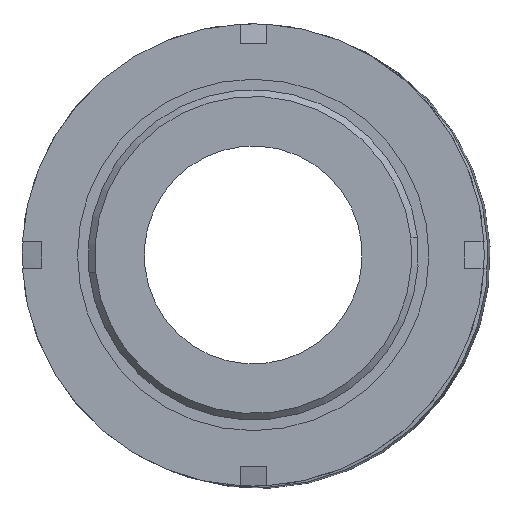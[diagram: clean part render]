
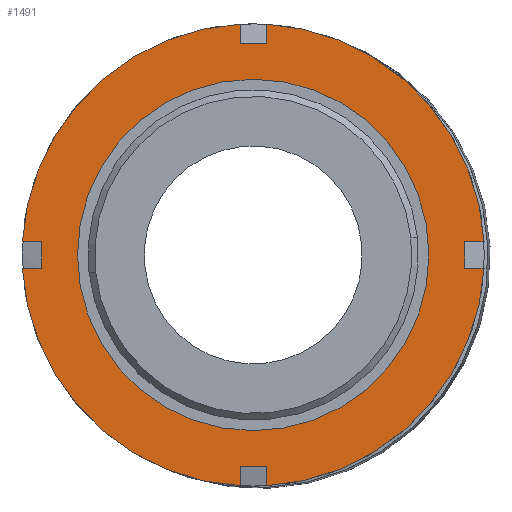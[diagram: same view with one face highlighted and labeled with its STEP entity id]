
A CAD part, front view. The second image highlights one B-rep face of the part: STEP entity #1491.
In plain terms, the highlighted planar face has unit normal (0, -1, 0).
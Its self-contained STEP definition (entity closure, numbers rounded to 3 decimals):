
#13 = CARTESIAN_POINT ( 'NONE',  ( 26.6, -58., 2. ) ) ;
#14 = CARTESIAN_POINT ( 'NONE',  ( 0., -58., 0. ) ) ;
#54 = DIRECTION ( 'NONE',  ( 0., 0., -1. ) ) ;
#181 = VERTEX_POINT ( 'NONE', #1151 ) ;
#197 = CARTESIAN_POINT ( 'NONE',  ( 34.943, -58., -2. ) ) ;
#246 = VECTOR ( 'NONE', #833, 1000. ) ;
#278 = EDGE_CURVE ( 'NONE', #2840, #2154, #2448, .T. ) ;
#295 = DIRECTION ( 'NONE',  ( 0., 0., 1. ) ) ;
#311 = VERTEX_POINT ( 'NONE', #1601 ) ;
#366 = DIRECTION ( 'NONE',  ( 0., 0., 1. ) ) ;
#376 = DIRECTION ( 'NONE',  ( 0., 1., 0. ) ) ;
#382 = CARTESIAN_POINT ( 'NONE',  ( 0., -58., 0. ) ) ;
#434 = VERTEX_POINT ( 'NONE', #1255 ) ;
#454 = ORIENTED_EDGE ( 'NONE', *, *, #3063, .F. ) ;
#486 = CARTESIAN_POINT ( 'NONE',  ( 32., -58., 2. ) ) ;
#499 = LINE ( 'NONE', #13, #2071 ) ;
#510 = EDGE_LOOP ( 'NONE', ( #1795, #2498, #642, #551, #636, #1899, #2160, #2107, #3314, #2992, #3033, #3818, #691, #454, #2487, #1070 ) ) ;
#520 = CARTESIAN_POINT ( 'NONE',  ( 0., -58., 32. ) ) ;
#549 = CARTESIAN_POINT ( 'NONE',  ( 34.943, -58., 2. ) ) ;
#551 = ORIENTED_EDGE ( 'NONE', *, *, #2379, .T. ) ;
#561 = VERTEX_POINT ( 'NONE', #1297 ) ;
#589 = CARTESIAN_POINT ( 'NONE',  ( -2., -58., 32. ) ) ;
#597 = PLANE ( 'NONE',  #2810 ) ;
#635 = CARTESIAN_POINT ( 'NONE',  ( 2., -58., 0. ) ) ;
#636 = ORIENTED_EDGE ( 'NONE', *, *, #3519, .F. ) ;
#642 = ORIENTED_EDGE ( 'NONE', *, *, #3235, .T. ) ;
#646 = VERTEX_POINT ( 'NONE', #1706 ) ;
#651 = VECTOR ( 'NONE', #3943, 1000. ) ;
#673 = CARTESIAN_POINT ( 'NONE',  ( -2., -58., 34.943 ) ) ;
#686 = DIRECTION ( 'NONE',  ( 0., 1., 0. ) ) ;
#691 = ORIENTED_EDGE ( 'NONE', *, *, #3698, .F. ) ;
#753 = LINE ( 'NONE', #2919, #651 ) ;
#755 = DIRECTION ( 'NONE',  ( 0., 0., 1. ) ) ;
#810 = LINE ( 'NONE', #635, #3440 ) ;
#815 = AXIS2_PLACEMENT_3D ( 'NONE', #1726, #376, #2718 ) ;
#829 = DIRECTION ( 'NONE',  ( 1., 0., 0. ) ) ;
#833 = DIRECTION ( 'NONE',  ( -1., 0., 0. ) ) ;
#875 = LINE ( 'NONE', #3716, #4174 ) ;
#921 = CIRCLE ( 'NONE', #1055, 35. ) ;
#939 = CIRCLE ( 'NONE', #2158, 26.6 ) ;
#949 = EDGE_CURVE ( 'NONE', #4131, #434, #1406, .T. ) ;
#1005 = DIRECTION ( 'NONE',  ( 0., 1., 0. ) ) ;
#1007 = CARTESIAN_POINT ( 'NONE',  ( 26.6, -58., -2. ) ) ;
#1055 = AXIS2_PLACEMENT_3D ( 'NONE', #3953, #1005, #2333 ) ;
#1062 = DIRECTION ( 'NONE',  ( 0., 0., 1. ) ) ;
#1070 = ORIENTED_EDGE ( 'NONE', *, *, #3976, .T. ) ;
#1093 = EDGE_CURVE ( 'NONE', #2780, #646, #2949, .T. ) ;
#1151 = CARTESIAN_POINT ( 'NONE',  ( -32., -58., 2. ) ) ;
#1255 = CARTESIAN_POINT ( 'NONE',  ( 0., -58., -26.6 ) ) ;
#1256 = VERTEX_POINT ( 'NONE', #3060 ) ;
#1297 = CARTESIAN_POINT ( 'NONE',  ( -2., -58., -32. ) ) ;
#1308 = LINE ( 'NONE', #3988, #2496 ) ;
#1353 = DIRECTION ( 'NONE',  ( 1., 0., 0. ) ) ;
#1361 = VECTOR ( 'NONE', #1369, 1000. ) ;
#1369 = DIRECTION ( 'NONE',  ( -1., 0., 0. ) ) ;
#1406 = CIRCLE ( 'NONE', #2655, 26.6 ) ;
#1491 = ADVANCED_FACE ( 'NONE', ( #2951, #3156 ), #597, .F. ) ;
#1523 = DIRECTION ( 'NONE',  ( -1., 0., 0. ) ) ;
#1585 = EDGE_CURVE ( 'NONE', #2780, #4118, #3934, .T. ) ;
#1601 = CARTESIAN_POINT ( 'NONE',  ( 2., -58., 34.943 ) ) ;
#1610 = CIRCLE ( 'NONE', #815, 35. ) ;
#1641 = EDGE_CURVE ( 'NONE', #311, #3333, #1308, .T. ) ;
#1675 = CARTESIAN_POINT ( 'NONE',  ( 0., -58., 26.6 ) ) ;
#1706 = CARTESIAN_POINT ( 'NONE',  ( 32., -58., -2. ) ) ;
#1726 = CARTESIAN_POINT ( 'NONE',  ( 0., -58., 0. ) ) ;
#1795 = ORIENTED_EDGE ( 'NONE', *, *, #2148, .F. ) ;
#1883 = VERTEX_POINT ( 'NONE', #2135 ) ;
#1899 = ORIENTED_EDGE ( 'NONE', *, *, #1585, .F. ) ;
#2056 = DIRECTION ( 'NONE',  ( 0., 1., 0. ) ) ;
#2071 = VECTOR ( 'NONE', #1353, 1000. ) ;
#2097 = DIRECTION ( 'NONE',  ( 0., 0., 1. ) ) ;
#2105 = ORIENTED_EDGE ( 'NONE', *, *, #949, .T. ) ;
#2107 = ORIENTED_EDGE ( 'NONE', *, *, #3981, .T. ) ;
#2117 = VECTOR ( 'NONE', #3379, 1000. ) ;
#2135 = CARTESIAN_POINT ( 'NONE',  ( -32., -58., -2. ) ) ;
#2148 = EDGE_CURVE ( 'NONE', #2786, #1883, #2489, .T. ) ;
#2154 = VERTEX_POINT ( 'NONE', #486 ) ;
#2158 = AXIS2_PLACEMENT_3D ( 'NONE', #382, #686, #1062 ) ;
#2160 = ORIENTED_EDGE ( 'NONE', *, *, #1093, .T. ) ;
#2248 = DIRECTION ( 'NONE',  ( 0., 1., 0. ) ) ;
#2280 = DIRECTION ( 'NONE',  ( 0., 1., 0. ) ) ;
#2291 = CARTESIAN_POINT ( 'NONE',  ( 26.6, -58., 0. ) ) ;
#2333 = DIRECTION ( 'NONE',  ( 0., 0., 1. ) ) ;
#2346 = CARTESIAN_POINT ( 'NONE',  ( 2., -58., -34.943 ) ) ;
#2368 = CIRCLE ( 'NONE', #2712, 35. ) ;
#2379 = EDGE_CURVE ( 'NONE', #561, #3736, #3870, .T. ) ;
#2448 = LINE ( 'NONE', #3170, #4089 ) ;
#2487 = ORIENTED_EDGE ( 'NONE', *, *, #3038, .T. ) ;
#2489 = LINE ( 'NONE', #3792, #3874 ) ;
#2496 = VECTOR ( 'NONE', #54, 1000. ) ;
#2498 = ORIENTED_EDGE ( 'NONE', *, *, #3681, .F. ) ;
#2520 = CARTESIAN_POINT ( 'NONE',  ( -34.943, -58., -2. ) ) ;
#2531 = EDGE_CURVE ( 'NONE', #434, #4131, #939, .T. ) ;
#2550 = CARTESIAN_POINT ( 'NONE',  ( 2., -58., 32. ) ) ;
#2602 = DIRECTION ( 'NONE',  ( 0., 0., 1. ) ) ;
#2604 = CARTESIAN_POINT ( 'NONE',  ( 32., -58., 0. ) ) ;
#2655 = AXIS2_PLACEMENT_3D ( 'NONE', #4250, #2280, #295 ) ;
#2712 = AXIS2_PLACEMENT_3D ( 'NONE', #3365, #2056, #2097 ) ;
#2718 = DIRECTION ( 'NONE',  ( 0., 0., 1. ) ) ;
#2752 = CARTESIAN_POINT ( 'NONE',  ( -2., -58., 0. ) ) ;
#2780 = VERTEX_POINT ( 'NONE', #197 ) ;
#2781 = LINE ( 'NONE', #2752, #2117 ) ;
#2786 = VERTEX_POINT ( 'NONE', #2520 ) ;
#2810 = AXIS2_PLACEMENT_3D ( 'NONE', #2291, #2248, #2602 ) ;
#2840 = VERTEX_POINT ( 'NONE', #549 ) ;
#2890 = LINE ( 'NONE', #520, #246 ) ;
#2892 = AXIS2_PLACEMENT_3D ( 'NONE', #14, #3014, #366 ) ;
#2919 = CARTESIAN_POINT ( 'NONE',  ( -32., -58., 0. ) ) ;
#2923 = VERTEX_POINT ( 'NONE', #673 ) ;
#2949 = LINE ( 'NONE', #1007, #1361 ) ;
#2951 = FACE_BOUND ( 'NONE', #3614, .T. ) ;
#2992 = ORIENTED_EDGE ( 'NONE', *, *, #4121, .F. ) ;
#2996 = DIRECTION ( 'NONE',  ( 0., 0., 1. ) ) ;
#3014 = DIRECTION ( 'NONE',  ( 0., 1., 0. ) ) ;
#3029 = VECTOR ( 'NONE', #3223, 1000. ) ;
#3033 = ORIENTED_EDGE ( 'NONE', *, *, #1641, .T. ) ;
#3036 = CARTESIAN_POINT ( 'NONE',  ( 2., -58., -32. ) ) ;
#3038 = EDGE_CURVE ( 'NONE', #1256, #181, #499, .T. ) ;
#3060 = CARTESIAN_POINT ( 'NONE',  ( -34.943, -58., 2. ) ) ;
#3063 = EDGE_CURVE ( 'NONE', #1256, #2923, #1610, .T. ) ;
#3156 = FACE_OUTER_BOUND ( 'NONE', #510, .T. ) ;
#3170 = CARTESIAN_POINT ( 'NONE',  ( 26.6, -58., 2. ) ) ;
#3223 = DIRECTION ( 'NONE',  ( 0., 0., 1. ) ) ;
#3235 = EDGE_CURVE ( 'NONE', #3881, #561, #875, .T. ) ;
#3314 = ORIENTED_EDGE ( 'NONE', *, *, #278, .F. ) ;
#3324 = EDGE_CURVE ( 'NONE', #3333, #3453, #2890, .T. ) ;
#3333 = VERTEX_POINT ( 'NONE', #2550 ) ;
#3341 = LINE ( 'NONE', #2604, #3029 ) ;
#3346 = ORIENTED_EDGE ( 'NONE', *, *, #2531, .T. ) ;
#3365 = CARTESIAN_POINT ( 'NONE',  ( 0., -58., 0. ) ) ;
#3379 = DIRECTION ( 'NONE',  ( 0., 0., -1. ) ) ;
#3440 = VECTOR ( 'NONE', #2996, 1000. ) ;
#3453 = VERTEX_POINT ( 'NONE', #589 ) ;
#3495 = CARTESIAN_POINT ( 'NONE',  ( -2., -58., -34.943 ) ) ;
#3519 = EDGE_CURVE ( 'NONE', #4118, #3736, #810, .T. ) ;
#3614 = EDGE_LOOP ( 'NONE', ( #2105, #3346 ) ) ;
#3681 = EDGE_CURVE ( 'NONE', #3881, #2786, #2368, .T. ) ;
#3698 = EDGE_CURVE ( 'NONE', #2923, #3453, #2781, .T. ) ;
#3713 = VECTOR ( 'NONE', #4249, 1000. ) ;
#3716 = CARTESIAN_POINT ( 'NONE',  ( -2., -58., 0. ) ) ;
#3736 = VERTEX_POINT ( 'NONE', #3036 ) ;
#3792 = CARTESIAN_POINT ( 'NONE',  ( 26.6, -58., -2. ) ) ;
#3818 = ORIENTED_EDGE ( 'NONE', *, *, #3324, .T. ) ;
#3870 = LINE ( 'NONE', #3899, #3713 ) ;
#3874 = VECTOR ( 'NONE', #829, 1000. ) ;
#3881 = VERTEX_POINT ( 'NONE', #3495 ) ;
#3899 = CARTESIAN_POINT ( 'NONE',  ( 0., -58., -32. ) ) ;
#3934 = CIRCLE ( 'NONE', #2892, 35. ) ;
#3943 = DIRECTION ( 'NONE',  ( 0., 0., -1. ) ) ;
#3953 = CARTESIAN_POINT ( 'NONE',  ( 0., -58., 0. ) ) ;
#3976 = EDGE_CURVE ( 'NONE', #181, #1883, #753, .T. ) ;
#3981 = EDGE_CURVE ( 'NONE', #646, #2154, #3341, .T. ) ;
#3988 = CARTESIAN_POINT ( 'NONE',  ( 2., -58., 0. ) ) ;
#4089 = VECTOR ( 'NONE', #1523, 1000. ) ;
#4118 = VERTEX_POINT ( 'NONE', #2346 ) ;
#4121 = EDGE_CURVE ( 'NONE', #311, #2840, #921, .T. ) ;
#4131 = VERTEX_POINT ( 'NONE', #1675 ) ;
#4174 = VECTOR ( 'NONE', #755, 1000. ) ;
#4249 = DIRECTION ( 'NONE',  ( 1., 0., 0. ) ) ;
#4250 = CARTESIAN_POINT ( 'NONE',  ( 0., -58., 0. ) ) ;
